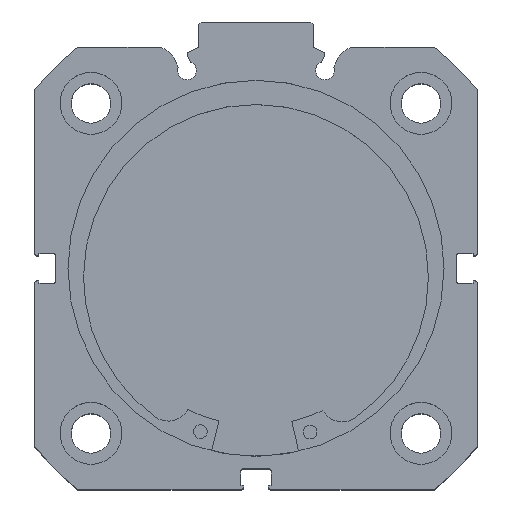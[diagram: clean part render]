
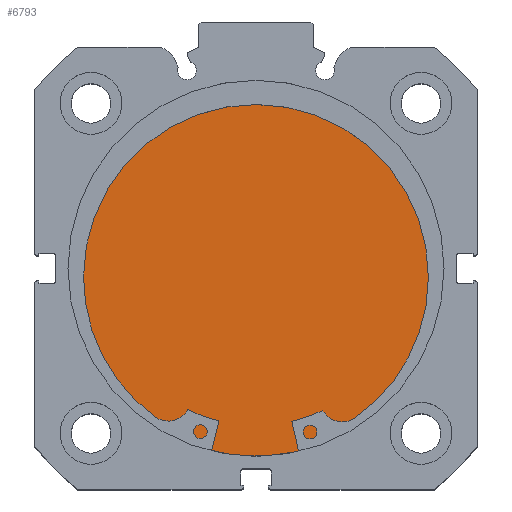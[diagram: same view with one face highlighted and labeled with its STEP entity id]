
A CAD part, top view. The second image highlights one B-rep face of the part: STEP entity #6793.
In plain terms, the highlighted face is planar.
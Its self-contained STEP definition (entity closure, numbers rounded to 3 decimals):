
#457 = ORIENTED_EDGE ( 'NONE', *, *, #6149, .F. ) ;
#459 = ORIENTED_EDGE ( 'NONE', *, *, #5755, .F. ) ;
#1309 = CARTESIAN_POINT ( 'NONE',  ( 12., 0., 0. ) ) ;
#1326 = DIRECTION ( 'NONE',  ( 0., 0., 1. ) ) ;
#1331 = DIRECTION ( 'NONE',  ( -1., 0., 0. ) ) ;
#1729 = CIRCLE ( 'NONE', #6190, 41. ) ;
#1903 = CIRCLE ( 'NONE', #6102, 41. ) ;
#2130 = FACE_OUTER_BOUND ( 'NONE', #3150, .T. ) ;
#3150 = EDGE_LOOP ( 'NONE', ( #459, #457 ) ) ;
#3977 = DIRECTION ( 'NONE',  ( 0., 0., 1. ) ) ;
#3978 = DIRECTION ( 'NONE',  ( -1., 0., 0. ) ) ;
#3979 = CARTESIAN_POINT ( 'NONE',  ( 12., 0., 0. ) ) ;
#4953 = DIRECTION ( 'NONE',  ( 0., 0., 1. ) ) ;
#4954 = DIRECTION ( 'NONE',  ( -1., 0., 0. ) ) ;
#4956 = PLANE ( 'NONE',  #5987 ) ;
#4959 = CARTESIAN_POINT ( 'NONE',  ( 12., 41., 0. ) ) ;
#5160 = CARTESIAN_POINT ( 'NONE',  ( 12., 0., -41. ) ) ;
#5535 = CARTESIAN_POINT ( 'NONE',  ( 12., 0., 41. ) ) ;
#5755 = EDGE_CURVE ( 'NONE', #6573, #6439, #1729, .T. ) ;
#5987 = AXIS2_PLACEMENT_3D ( 'NONE', #4959, #4954, #4953 ) ;
#6102 = AXIS2_PLACEMENT_3D ( 'NONE', #1309, #1331, #1326 ) ;
#6149 = EDGE_CURVE ( 'NONE', #6439, #6573, #1903, .T. ) ;
#6190 = AXIS2_PLACEMENT_3D ( 'NONE', #3979, #3978, #3977 ) ;
#6439 = VERTEX_POINT ( 'NONE', #5160 ) ;
#6573 = VERTEX_POINT ( 'NONE', #5535 ) ;
#6793 = ADVANCED_FACE ( 'NONE', ( #2130 ), #4956, .F. ) ;
